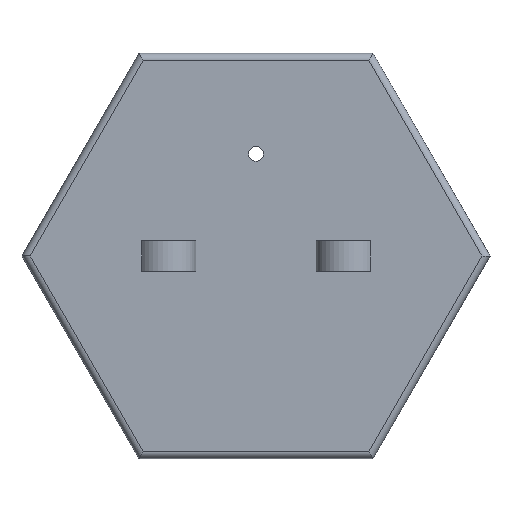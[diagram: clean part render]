
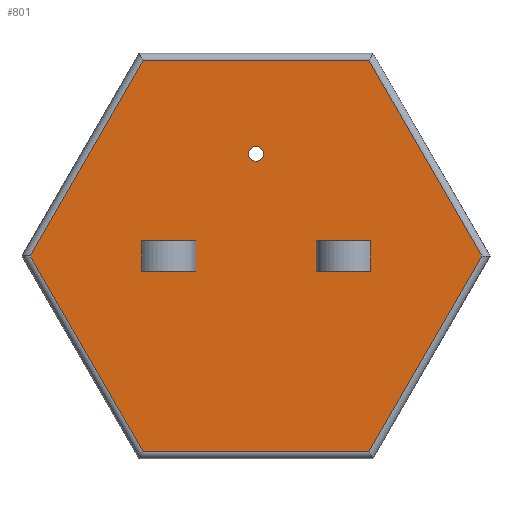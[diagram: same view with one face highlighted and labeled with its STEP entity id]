
A CAD part, front view. The second image highlights one B-rep face of the part: STEP entity #801.
In plain terms, the highlighted planar face has unit normal (0, -1, 0).
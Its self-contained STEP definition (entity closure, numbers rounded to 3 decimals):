
#31=FACE_BOUND('',#141,.T.);
#32=FACE_BOUND('',#142,.T.);
#33=FACE_BOUND('',#143,.T.);
#48=PLANE('',#887);
#89=FACE_OUTER_BOUND('',#140,.T.);
#140=EDGE_LOOP('',(#632,#633,#634,#635,#636,#637));
#141=EDGE_LOOP('',(#638));
#142=EDGE_LOOP('',(#639,#640,#641,#642));
#143=EDGE_LOOP('',(#643,#644,#645,#646));
#174=LINE('',#1161,#263);
#178=LINE('',#1170,#267);
#181=LINE('',#1177,#270);
#183=LINE('',#1185,#272);
#188=LINE('',#1206,#277);
#190=LINE('',#1210,#279);
#192=LINE('',#1213,#281);
#193=LINE('',#1215,#282);
#195=LINE('',#1223,#284);
#196=LINE('',#1228,#285);
#198=LINE('',#1236,#287);
#201=LINE('',#1244,#290);
#203=LINE('',#1248,#292);
#205=LINE('',#1251,#294);
#263=VECTOR('',#931,10.);
#267=VECTOR('',#937,10.);
#270=VECTOR('',#944,10.);
#272=VECTOR('',#952,10.);
#277=VECTOR('',#977,10.);
#279=VECTOR('',#981,10.);
#281=VECTOR('',#985,10.);
#282=VECTOR('',#988,10.);
#284=VECTOR('',#994,10.);
#285=VECTOR('',#999,10.);
#287=VECTOR('',#1007,10.);
#290=VECTOR('',#1014,10.);
#292=VECTOR('',#1020,10.);
#294=VECTOR('',#1024,10.);
#349=CIRCLE('',#850,1.25);
#359=VERTEX_POINT('',#1149);
#363=VERTEX_POINT('',#1158);
#364=VERTEX_POINT('',#1160);
#367=VERTEX_POINT('',#1167);
#368=VERTEX_POINT('',#1169);
#370=VERTEX_POINT('',#1175);
#373=VERTEX_POINT('',#1183);
#379=VERTEX_POINT('',#1205);
#380=VERTEX_POINT('',#1209);
#383=VERTEX_POINT('',#1220);
#384=VERTEX_POINT('',#1222);
#385=VERTEX_POINT('',#1226);
#386=VERTEX_POINT('',#1227);
#389=VERTEX_POINT('',#1235);
#392=VERTEX_POINT('',#1243);
#429=EDGE_CURVE('',#359,#359,#349,.T.);
#434=EDGE_CURVE('',#364,#363,#174,.T.);
#438=EDGE_CURVE('',#368,#367,#178,.T.);
#442=EDGE_CURVE('',#363,#370,#181,.T.);
#446=EDGE_CURVE('',#367,#373,#183,.T.);
#456=EDGE_CURVE('',#379,#364,#188,.T.);
#458=EDGE_CURVE('',#380,#368,#190,.T.);
#460=EDGE_CURVE('',#373,#380,#192,.T.);
#461=EDGE_CURVE('',#370,#379,#193,.T.);
#464=EDGE_CURVE('',#383,#384,#195,.T.);
#466=EDGE_CURVE('',#385,#386,#196,.T.);
#470=EDGE_CURVE('',#386,#389,#198,.T.);
#474=EDGE_CURVE('',#389,#392,#201,.T.);
#477=EDGE_CURVE('',#392,#383,#203,.T.);
#479=EDGE_CURVE('',#384,#385,#205,.T.);
#632=ORIENTED_EDGE('',*,*,#466,.F.);
#633=ORIENTED_EDGE('',*,*,#479,.F.);
#634=ORIENTED_EDGE('',*,*,#464,.F.);
#635=ORIENTED_EDGE('',*,*,#477,.F.);
#636=ORIENTED_EDGE('',*,*,#474,.F.);
#637=ORIENTED_EDGE('',*,*,#470,.F.);
#638=ORIENTED_EDGE('',*,*,#429,.T.);
#639=ORIENTED_EDGE('',*,*,#458,.T.);
#640=ORIENTED_EDGE('',*,*,#438,.T.);
#641=ORIENTED_EDGE('',*,*,#446,.T.);
#642=ORIENTED_EDGE('',*,*,#460,.T.);
#643=ORIENTED_EDGE('',*,*,#442,.T.);
#644=ORIENTED_EDGE('',*,*,#461,.T.);
#645=ORIENTED_EDGE('',*,*,#456,.T.);
#646=ORIENTED_EDGE('',*,*,#434,.T.);
#801=ADVANCED_FACE('',(#89,#31,#32,#33),#48,.F.);
#850=AXIS2_PLACEMENT_3D('',#1150,#922,#923);
#887=AXIS2_PLACEMENT_3D('',#1266,#1038,#1039);
#922=DIRECTION('center_axis',(0.,1.,0.));
#923=DIRECTION('ref_axis',(1.,0.,0.));
#931=DIRECTION('',(0.,0.,-1.));
#937=DIRECTION('',(0.,0.,1.));
#944=DIRECTION('',(-1.,0.,0.));
#952=DIRECTION('',(1.,0.,0.));
#977=DIRECTION('',(1.,0.,0.));
#981=DIRECTION('',(-1.,0.,0.));
#985=DIRECTION('',(0.,0.,-1.));
#988=DIRECTION('',(0.,0.,1.));
#994=DIRECTION('',(0.5,0.,0.866));
#999=DIRECTION('',(0.5,0.,-0.866));
#1007=DIRECTION('',(-0.5,0.,-0.866));
#1014=DIRECTION('',(-1.,0.,0.));
#1020=DIRECTION('',(-0.5,0.,0.866));
#1024=DIRECTION('',(1.,0.,0.));
#1038=DIRECTION('center_axis',(0.,1.,0.));
#1039=DIRECTION('ref_axis',(0.,0.,1.));
#1149=CARTESIAN_POINT('',(-1.25,0.,17.));
#1150=CARTESIAN_POINT('Origin',(0.,0.,17.));
#1158=CARTESIAN_POINT('',(19.,0.,-2.5));
#1160=CARTESIAN_POINT('',(19.,0.,2.5));
#1161=CARTESIAN_POINT('',(19.,0.,2.5));
#1167=CARTESIAN_POINT('',(-19.,0.,2.5));
#1169=CARTESIAN_POINT('',(-19.,0.,-2.5));
#1170=CARTESIAN_POINT('',(-19.,0.,-2.5));
#1175=CARTESIAN_POINT('',(10.,0.,-2.5));
#1177=CARTESIAN_POINT('',(5.,0.,-2.5));
#1183=CARTESIAN_POINT('',(-10.,0.,2.5));
#1185=CARTESIAN_POINT('',(-5.,0.,2.5));
#1205=CARTESIAN_POINT('',(10.,0.,2.5));
#1206=CARTESIAN_POINT('',(10.,0.,2.5));
#1209=CARTESIAN_POINT('',(-10.,0.,-2.5));
#1210=CARTESIAN_POINT('',(-10.,0.,-2.5));
#1213=CARTESIAN_POINT('',(-10.,0.,-1.25));
#1215=CARTESIAN_POINT('',(10.,0.,1.25));
#1220=CARTESIAN_POINT('',(-37.586,0.,0.));
#1222=CARTESIAN_POINT('',(-18.793,0.,32.551));
#1223=CARTESIAN_POINT('',(-33.061,0.,7.838));
#1226=CARTESIAN_POINT('',(18.793,0.,32.551));
#1227=CARTESIAN_POINT('',(37.586,0.,0.));
#1228=CARTESIAN_POINT('',(23.318,0.,24.713));
#1235=CARTESIAN_POINT('',(18.793,0.,-32.551));
#1236=CARTESIAN_POINT('',(33.061,0.,-7.838));
#1243=CARTESIAN_POINT('',(-18.793,0.,-32.551));
#1244=CARTESIAN_POINT('',(9.743,0.,-32.551));
#1248=CARTESIAN_POINT('',(-23.318,0.,-24.713));
#1251=CARTESIAN_POINT('',(-9.743,0.,32.551));
#1266=CARTESIAN_POINT('Origin',(0.,0.,0.));
